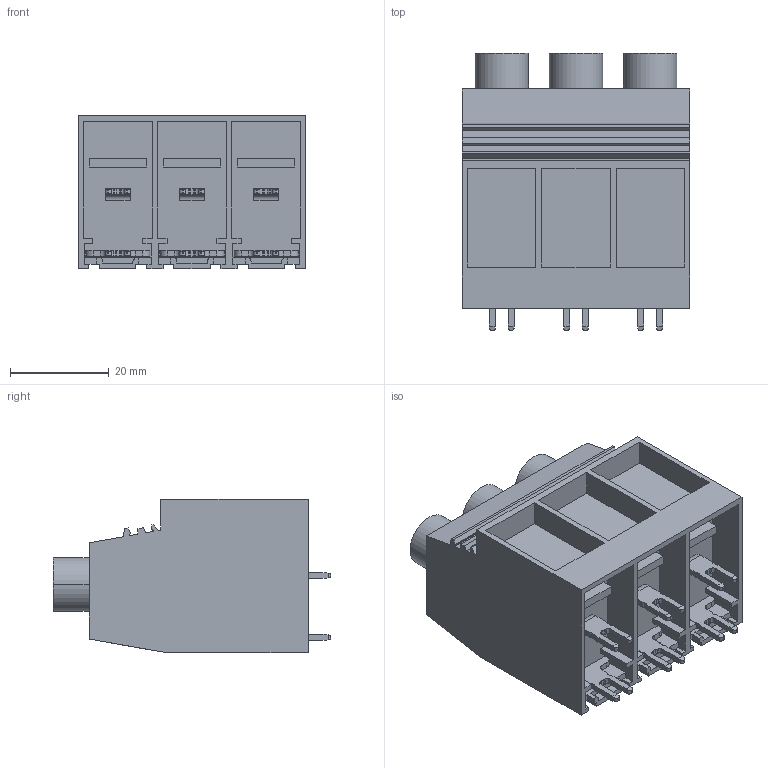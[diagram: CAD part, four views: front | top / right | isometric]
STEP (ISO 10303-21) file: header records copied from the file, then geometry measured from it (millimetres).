
FILE_DESCRIPTION(('CATIA V5 STEP Exchange','CAx-IF Rec.Pracs.--- Model Styling and Organization---1.2---2011-12-15'),'2;1');
FILE_NAME ('D1447667_0_1047140000_1047140000.stp','2016-10-28T10:51:25+00:00',('none'),('Weidmueller'),'CATIA Version 5-6 Release 2014','CATIA V5 STEP AP214','none');
FILE_SCHEMA(('AUTOMOTIVE_DESIGN { 1 0 10303 214 1 1 1 1 }'));
Length unit declared in the file: millimetre
Products named in the file (1): 1047140000_S
Bounding box: 46 x 56 x 31 mm (x, y, z)
Volume: 44992.7 mm3; surface area: 16283.8 mm2
Topology: 10 solids, 10 shells, 466 faces, 1338 edges, 904 vertices
Faces by surface type: plane 341, cylinder 125
Entity records: 14765 total; most frequent: CARTESIAN_POINT 2955, ORIENTED_EDGE 2676, DIRECTION 1936, EDGE_CURVE 1338, VECTOR 1076, LINE 1076, VERTEX_POINT 904, AXIS2_PLACEMENT_3D 535
